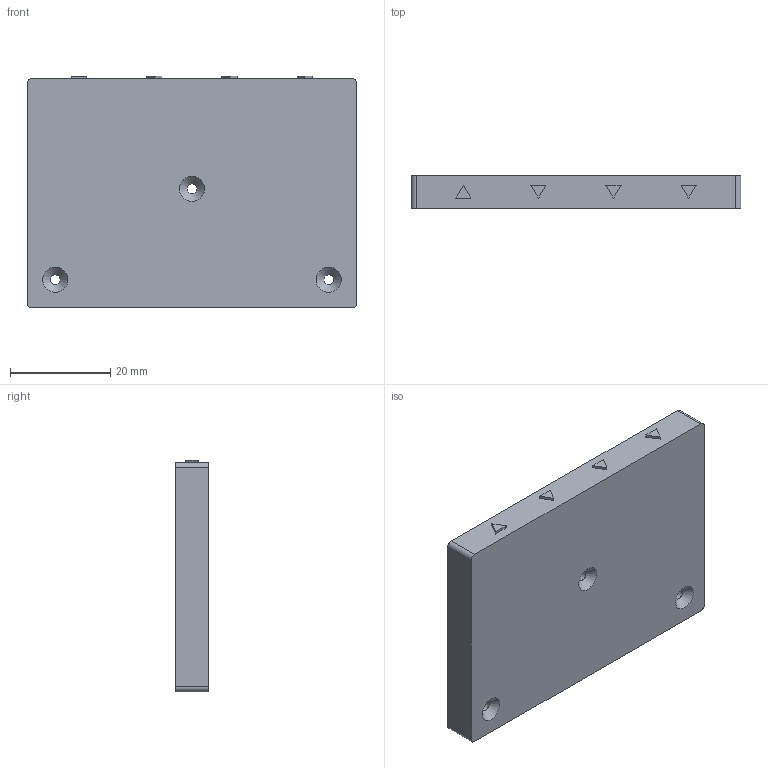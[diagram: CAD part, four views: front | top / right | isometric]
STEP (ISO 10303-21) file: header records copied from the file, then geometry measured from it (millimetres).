
FILE_DESCRIPTION(/* description */ (''),/* implementation_level */ '2;1');
FILE_NAME(/* name */ 'Enclosure.step',/* time_stamp */ '2022-07-27T07:46:06+02:00',/* author */ (''),/* organization */ (''),/* preprocessor_version */ 'ST-DEVELOPER v19',/* originating_system */ 'Autodesk Translation Framework v11.7.0.108',/* authorisation */ '');
FILE_SCHEMA (('AUTOMOTIVE_DESIGN { 1 0 10303 214 3 1 1 }'));
Length unit declared in the file: millimetre
Products named in the file (1): DSMR Splitter
Bounding box: 65.82 x 6.6 x 46.26 mm (x, y, z)
Volume: 8540.2 mm3; surface area: 9064.1 mm2
Topology: 1 solids, 1 shells, 60 faces, 132 edges, 87 vertices
Faces by surface type: plane 39, cylinder 18, cone 3
Full cylindrical faces by diameter (mm): 1.5 x4, 2 x3, 6 x3
Entity records: 1703 total; most frequent: DIRECTION 293, CARTESIAN_POINT 280, ORIENTED_EDGE 264, EDGE_CURVE 132, AXIS2_PLACEMENT_3D 100, LINE 93, VECTOR 93, VERTEX_POINT 87
